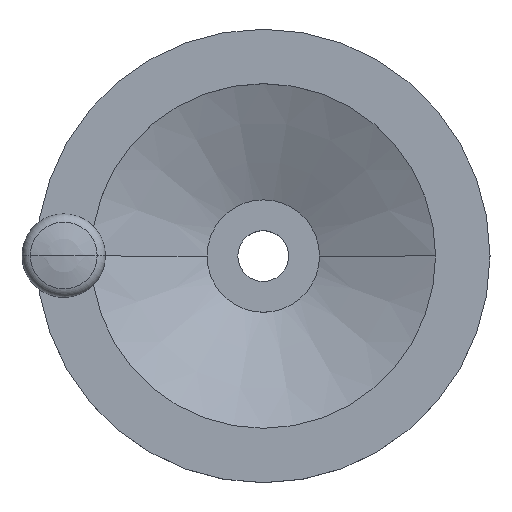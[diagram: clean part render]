
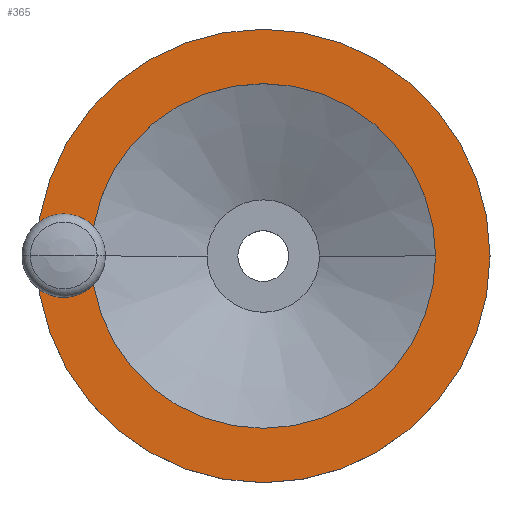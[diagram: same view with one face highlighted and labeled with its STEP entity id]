
A CAD part, top view. The second image highlights one B-rep face of the part: STEP entity #365.
In plain terms, the highlighted planar face has unit normal (0, 0, 1).
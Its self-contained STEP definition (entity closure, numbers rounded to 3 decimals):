
#181=EDGE_CURVE('',#333,#267,#477,.T.);
#193=EDGE_CURVE('',#295,#315,#493,.T.);
#235=EDGE_CURVE('',#267,#333,#539,.T.);
#247=EDGE_CURVE('',#321,#287,#553,.T.);
#267=VERTEX_POINT('',#575);
#281=EDGE_CURVE('',#287,#321,#589,.T.);
#287=VERTEX_POINT('',#597);
#295=VERTEX_POINT('',#605);
#315=VERTEX_POINT('',#626);
#321=VERTEX_POINT('',#635);
#333=VERTEX_POINT('',#648);
#343=EDGE_CURVE('',#315,#295,#660,.T.);
#365=ADVANCED_FACE('',(#685,#686,#687),#688,.T.);
#477=CIRCLE('',#806,62.5);
#493=CIRCLE('',#823,47.5);
#539=CIRCLE('',#884,62.5);
#553=CIRCLE('',#901,6.5);
#575=CARTESIAN_POINT('',(-62.5,0.,33.0));
#589=CIRCLE('',#951,6.5);
#597=CARTESIAN_POINT('',(-48.5,0.,33.0));
#605=CARTESIAN_POINT('',(-47.5,0.,33.0));
#626=CARTESIAN_POINT('',(47.5,0.,33.0));
#635=CARTESIAN_POINT('',(-61.5,0.,33.0));
#648=CARTESIAN_POINT('',(62.5,0.,33.0));
#660=CIRCLE('',#1034,47.5);
#685=FACE_BOUND('',#1065,.T.);
#686=FACE_OUTER_BOUND('',#1066,.T.);
#687=FACE_BOUND('',#1067,.T.);
#688=PLANE('',#1068);
#806=AXIS2_PLACEMENT_3D('',#1202,#1203,#1204);
#823=AXIS2_PLACEMENT_3D('',#1229,#1230,#1231);
#884=AXIS2_PLACEMENT_3D('',#1301,#1302,#1303);
#901=AXIS2_PLACEMENT_3D('',#1326,#1327,#1328);
#951=AXIS2_PLACEMENT_3D('',#1363,#1364,#1365);
#1034=AXIS2_PLACEMENT_3D('',#1447,#1448,#1449);
#1065=EDGE_LOOP('',(#1488,#1489));
#1066=EDGE_LOOP('',(#1490,#1491));
#1067=EDGE_LOOP('',(#1492,#1493));
#1068=AXIS2_PLACEMENT_3D('',#1494,#1495,#1496);
#1202=CARTESIAN_POINT('',(0.,0.,33.0));
#1203=DIRECTION('',(-0.0,0.0,-1.0));
#1204=DIRECTION('',(-1.0,0.,0.0));
#1229=CARTESIAN_POINT('',(0.,0.,33.0));
#1230=DIRECTION('',(-0.0,0.0,-1.0));
#1231=DIRECTION('',(-1.0,0.,0.0));
#1301=CARTESIAN_POINT('',(0.,0.,33.0));
#1302=DIRECTION('',(-0.0,0.0,-1.0));
#1303=DIRECTION('',(-1.0,0.,0.0));
#1326=CARTESIAN_POINT('',(-55.0,0.,33.0));
#1327=DIRECTION('',(-0.0,0.0,-1.0));
#1328=DIRECTION('',(-1.0,0.,0.0));
#1363=CARTESIAN_POINT('',(-55.0,0.,33.0));
#1364=DIRECTION('',(-0.0,0.0,-1.0));
#1365=DIRECTION('',(-1.0,0.,0.0));
#1447=CARTESIAN_POINT('',(0.,0.,33.0));
#1448=DIRECTION('',(-0.0,0.0,-1.0));
#1449=DIRECTION('',(-1.0,0.,0.0));
#1488=ORIENTED_EDGE('',*,*,#247,.T.);
#1489=ORIENTED_EDGE('',*,*,#281,.T.);
#1490=ORIENTED_EDGE('',*,*,#235,.F.);
#1491=ORIENTED_EDGE('',*,*,#181,.F.);
#1492=ORIENTED_EDGE('',*,*,#193,.T.);
#1493=ORIENTED_EDGE('',*,*,#343,.T.);
#1494=CARTESIAN_POINT('',(-55.0,0.,33.0));
#1495=DIRECTION('',(0.0,0.0,1.0));
#1496=DIRECTION('',(-1.0,0.,0.0));
